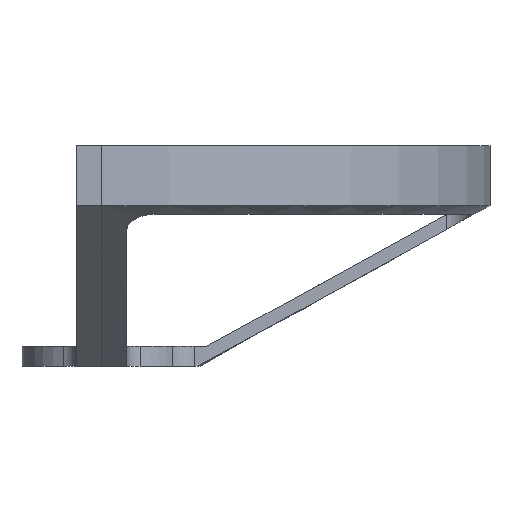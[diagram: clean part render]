
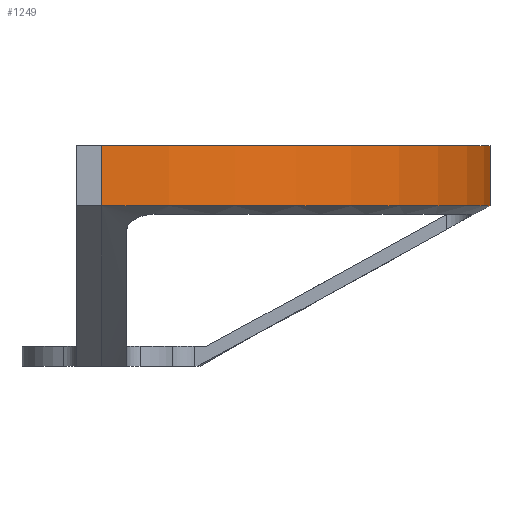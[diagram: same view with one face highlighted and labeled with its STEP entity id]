
A CAD part, left-side view. The second image highlights one B-rep face of the part: STEP entity #1249.
In plain terms, the highlighted cylindrical face has radius 77.5 mm (diameter 155 mm), a partial arc.
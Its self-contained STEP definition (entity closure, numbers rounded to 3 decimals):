
#829=CARTESIAN_POINT('Vertex',(77.5,0.,31.)) ;
#832=CARTESIAN_POINT('Axis2P3D Location',(0.,0.,31.)) ;
#836=CARTESIAN_POINT('Vertex',(-77.5,0.,31.)) ;
#1149=CARTESIAN_POINT('Vertex',(-77.5,0.,43.)) ;
#1152=CARTESIAN_POINT('Axis2P3D Location',(0.,0.,43.)) ;
#1156=CARTESIAN_POINT('Vertex',(77.5,0.,43.)) ;
#1187=CARTESIAN_POINT('Line Origine',(77.5,0.,37.)) ;
#1226=CARTESIAN_POINT('Line Origine',(-77.5,0.,37.)) ;
#1238=CARTESIAN_POINT('Axis2P3D Location',(0.,0.,21.5)) ;
#833=DIRECTION('Axis2P3D Direction',(0.,0.,1.)) ;
#1153=DIRECTION('Axis2P3D Direction',(0.,-0.,-1.)) ;
#1188=DIRECTION('Vector Direction',(0.,0.,-1.)) ;
#1227=DIRECTION('Vector Direction',(0.,0.,-1.)) ;
#1239=DIRECTION('Axis2P3D Direction',(0.,-0.,-1.)) ;
#1240=DIRECTION('Axis2P3D XDirection',(1.,0.,0.)) ;
#834=AXIS2_PLACEMENT_3D('Circle Axis2P3D',#832,#833,$) ;
#1154=AXIS2_PLACEMENT_3D('Circle Axis2P3D',#1152,#1153,$) ;
#1241=AXIS2_PLACEMENT_3D('Cylinder Axis2P3D',#1238,#1239,#1240) ;
#1244=ORIENTED_EDGE('',*,*,#1230,.T.) ;
#1245=ORIENTED_EDGE('',*,*,#838,.F.) ;
#1246=ORIENTED_EDGE('',*,*,#1191,.F.) ;
#1247=ORIENTED_EDGE('',*,*,#1158,.T.) ;
#1189=VECTOR('Line Direction',#1188,1.) ;
#1228=VECTOR('Line Direction',#1227,1.) ;
#1249=ADVANCED_FACE('PartBody',(#1248),#1242,.T.) ;
#835=CIRCLE('generated circle',#834,77.5) ;
#1155=CIRCLE('generated circle',#1154,77.5) ;
#1242=CYLINDRICAL_SURFACE('generated cylinder',#1241,77.5) ;
#838=EDGE_CURVE('',#830,#837,#835,.F.) ;
#1158=EDGE_CURVE('',#1157,#1150,#1155,.T.) ;
#1191=EDGE_CURVE('',#1157,#830,#1190,.T.) ;
#1230=EDGE_CURVE('',#1150,#837,#1229,.T.) ;
#1243=EDGE_LOOP('',(#1244,#1245,#1246,#1247)) ;
#1248=FACE_OUTER_BOUND('',#1243,.T.) ;
#1190=LINE('Line',#1187,#1189) ;
#1229=LINE('Line',#1226,#1228) ;
#830=VERTEX_POINT('',#829) ;
#837=VERTEX_POINT('',#836) ;
#1150=VERTEX_POINT('',#1149) ;
#1157=VERTEX_POINT('',#1156) ;
